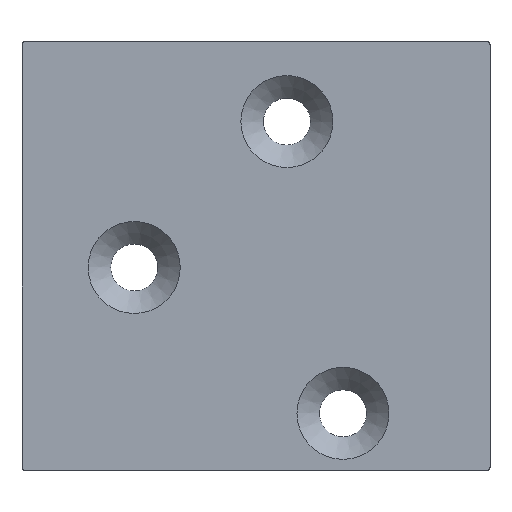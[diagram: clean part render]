
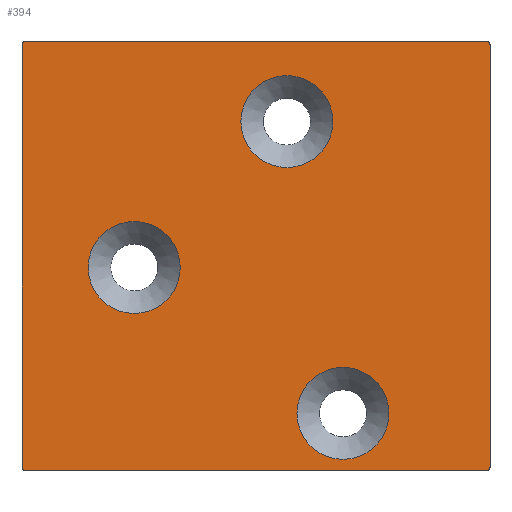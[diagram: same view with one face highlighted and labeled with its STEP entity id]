
A CAD part, top view. The second image highlights one B-rep face of the part: STEP entity #394.
In plain terms, the highlighted planar face has unit normal (0, 0, 1).
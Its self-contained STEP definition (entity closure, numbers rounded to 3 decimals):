
#26=LINE('',#532,#42);
#31=LINE('',#546,#47);
#35=LINE('',#558,#51);
#39=LINE('',#570,#55);
#42=VECTOR('',#449,1000.);
#47=VECTOR('',#462,1000.);
#51=VECTOR('',#474,1000.);
#55=VECTOR('',#486,1000.);
#61=PLANE('',#432);
#117=ORIENTED_EDGE('',*,*,#128,.F.);
#118=ORIENTED_EDGE('',*,*,#160,.T.);
#119=ORIENTED_EDGE('',*,*,#159,.T.);
#120=ORIENTED_EDGE('',*,*,#154,.F.);
#121=ORIENTED_EDGE('',*,*,#133,.F.);
#122=ORIENTED_EDGE('',*,*,#137,.F.);
#123=ORIENTED_EDGE('',*,*,#140,.F.);
#124=ORIENTED_EDGE('',*,*,#143,.F.);
#125=ORIENTED_EDGE('',*,*,#146,.F.);
#126=ORIENTED_EDGE('',*,*,#149,.F.);
#127=ORIENTED_EDGE('',*,*,#152,.F.);
#128=EDGE_CURVE('',#161,#161,#186,.F.);
#133=EDGE_CURVE('',#166,#167,#26,.T.);
#137=EDGE_CURVE('',#169,#166,#190,.T.);
#140=EDGE_CURVE('',#171,#169,#31,.T.);
#143=EDGE_CURVE('',#173,#171,#192,.T.);
#146=EDGE_CURVE('',#175,#173,#35,.T.);
#149=EDGE_CURVE('',#177,#175,#194,.T.);
#152=EDGE_CURVE('',#179,#177,#39,.T.);
#154=EDGE_CURVE('',#167,#179,#196,.T.);
#159=EDGE_CURVE('',#184,#184,#201,.T.);
#160=EDGE_CURVE('',#185,#185,#202,.T.);
#161=VERTEX_POINT('',#520);
#166=VERTEX_POINT('',#531);
#167=VERTEX_POINT('',#533);
#169=VERTEX_POINT('',#539);
#171=VERTEX_POINT('',#545);
#173=VERTEX_POINT('',#551);
#175=VERTEX_POINT('',#557);
#177=VERTEX_POINT('',#563);
#179=VERTEX_POINT('',#569);
#184=VERTEX_POINT('',#587);
#185=VERTEX_POINT('',#590);
#186=CIRCLE('',#401,4.1);
#190=CIRCLE('',#408,0.3);
#192=CIRCLE('',#412,0.3);
#194=CIRCLE('',#416,0.3);
#196=CIRCLE('',#420,0.3);
#201=CIRCLE('',#429,4.1);
#202=CIRCLE('',#431,4.1);
#227=EDGE_LOOP('',(#117));
#228=EDGE_LOOP('',(#118));
#229=EDGE_LOOP('',(#119));
#230=EDGE_LOOP('',(#120,#121,#122,#123,#124,#125,#126,#127));
#255=FACE_BOUND('',#227,.T.);
#256=FACE_BOUND('',#228,.T.);
#257=FACE_BOUND('',#229,.T.);
#258=FACE_BOUND('',#230,.T.);
#394=ADVANCED_FACE('',(#255,#256,#257,#258),#61,.F.);
#401=AXIS2_PLACEMENT_3D('',#519,#437,#438);
#408=AXIS2_PLACEMENT_3D('',#540,#456,#457);
#412=AXIS2_PLACEMENT_3D('',#552,#468,#469);
#416=AXIS2_PLACEMENT_3D('',#564,#480,#481);
#420=AXIS2_PLACEMENT_3D('',#573,#491,#492);
#429=AXIS2_PLACEMENT_3D('',#586,#509,#510);
#431=AXIS2_PLACEMENT_3D('',#589,#513,#514);
#432=AXIS2_PLACEMENT_3D('',#591,#515,#516);
#437=DIRECTION('',(0.,0.,-1.));
#438=DIRECTION('',(-1.,0.,0.));
#449=DIRECTION('',(0.,-1.,0.));
#456=DIRECTION('',(0.,0.,-1.));
#457=DIRECTION('',(-1.,0.,0.));
#462=DIRECTION('',(1.,0.,0.));
#468=DIRECTION('',(0.,0.,-1.));
#469=DIRECTION('',(1.,0.,0.));
#474=DIRECTION('',(0.,1.,0.));
#480=DIRECTION('',(0.,0.,-1.));
#481=DIRECTION('',(1.,0.,0.));
#486=DIRECTION('',(-1.,0.,0.));
#491=DIRECTION('',(0.,0.,-1.));
#492=DIRECTION('',(1.,0.,0.));
#509=DIRECTION('',(0.,0.,-1.));
#510=DIRECTION('',(-1.,0.,0.));
#513=DIRECTION('',(0.,0.,-1.));
#514=DIRECTION('',(-1.,0.,0.));
#515=DIRECTION('',(0.,0.,-1.));
#516=DIRECTION('',(-1.,0.,0.));
#519=CARTESIAN_POINT('',(10.,18.1,2.));
#520=CARTESIAN_POINT('',(5.9,18.1,2.));
#531=CARTESIAN_POINT('',(41.7,37.95,2.));
#532=CARTESIAN_POINT('',(41.7,37.95,2.));
#533=CARTESIAN_POINT('',(41.7,0.3,2.));
#539=CARTESIAN_POINT('',(41.4,38.25,2.));
#540=CARTESIAN_POINT('',(41.4,37.95,2.));
#545=CARTESIAN_POINT('',(0.3,38.25,2.));
#546=CARTESIAN_POINT('',(0.3,38.25,2.));
#551=CARTESIAN_POINT('',(0.,37.95,2.));
#552=CARTESIAN_POINT('',(0.3,37.95,2.));
#557=CARTESIAN_POINT('',(0.,0.3,2.));
#558=CARTESIAN_POINT('',(0.,0.3,2.));
#563=CARTESIAN_POINT('',(0.3,0.,2.));
#564=CARTESIAN_POINT('',(0.3,0.3,2.));
#569=CARTESIAN_POINT('',(41.4,0.,2.));
#570=CARTESIAN_POINT('',(41.4,0.,2.));
#573=CARTESIAN_POINT('',(41.4,0.3,2.));
#586=CARTESIAN_POINT('',(28.6,5.1,2.));
#587=CARTESIAN_POINT('',(24.5,5.1,2.));
#589=CARTESIAN_POINT('',(23.6,31.1,2.));
#590=CARTESIAN_POINT('',(19.5,31.1,2.));
#591=CARTESIAN_POINT('',(41.4,0.3,2.));
